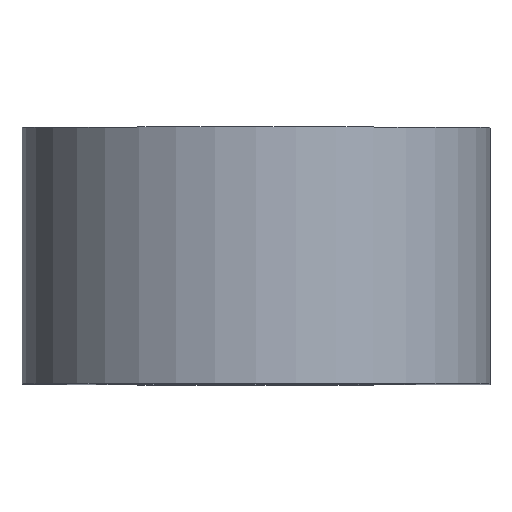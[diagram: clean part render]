
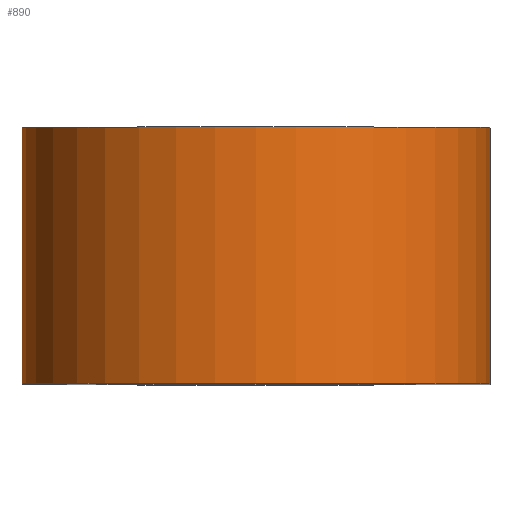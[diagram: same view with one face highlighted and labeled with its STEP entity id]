
A CAD part, top view. The second image highlights one B-rep face of the part: STEP entity #890.
In plain terms, the highlighted cylindrical face has radius 10.5 mm (diameter 21 mm), a partial arc.
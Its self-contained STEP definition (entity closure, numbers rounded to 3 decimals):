
#211=VECTOR('',#1124,1.);
#214=VECTOR('',#1131,1.);
#299=LINE('',#1360,#211);
#302=LINE('',#1368,#214);
#317=VERTEX_POINT('',#1176);
#318=VERTEX_POINT('',#1178);
#382=VERTEX_POINT('',#1361);
#384=VERTEX_POINT('',#1367);
#389=CIRCLE('',#906,10.5);
#406=CIRCLE('',#953,10.5);
#419=EDGE_CURVE('',#317,#318,#389,.T.);
#516=EDGE_CURVE('',#382,#318,#299,.T.);
#519=EDGE_CURVE('',#384,#382,#406,.T.);
#520=EDGE_CURVE('',#384,#317,#302,.T.);
#714=ORIENTED_EDGE('',*,*,#519,.T.);
#715=ORIENTED_EDGE('',*,*,#516,.T.);
#716=ORIENTED_EDGE('',*,*,#419,.F.);
#717=ORIENTED_EDGE('',*,*,#520,.F.);
#800=EDGE_LOOP('',(#714,#715,#716,#717));
#846=FACE_BOUND('',#800,.T.);
#890=ADVANCED_FACE('',(#846),#1391,.T.);
#906=AXIS2_PLACEMENT_3D('',#1177,#981,#982);
#952=AXIS2_PLACEMENT_3D('',#1365,#1127,#1128);
#953=AXIS2_PLACEMENT_3D('',#1366,#1129,#1130);
#981=DIRECTION('',(0.,1.,0.));
#982=DIRECTION('',(-10.5,0.,0.));
#1124=DIRECTION('',(0.,1.,0.));
#1127=DIRECTION('',(0.,1.,0.));
#1128=DIRECTION('',(-10.5,0.,0.));
#1129=DIRECTION('',(0.,1.,0.));
#1130=DIRECTION('',(-10.5,0.,0.));
#1131=DIRECTION('',(0.,1.,0.));
#1176=CARTESIAN_POINT('',(-10.519,11.5,13.));
#1177=CARTESIAN_POINT('',(-0.019,11.5,13.));
#1178=CARTESIAN_POINT('',(10.481,11.5,13.024));
#1360=CARTESIAN_POINT('',(10.481,0.,13.024));
#1361=CARTESIAN_POINT('',(10.481,0.,13.024));
#1365=CARTESIAN_POINT('',(-0.019,0.,13.));
#1366=CARTESIAN_POINT('',(-0.019,0.,13.));
#1367=CARTESIAN_POINT('',(-10.519,0.,13.));
#1368=CARTESIAN_POINT('',(-10.519,0.,13.));
#1391=CYLINDRICAL_SURFACE('',#952,10.5);
